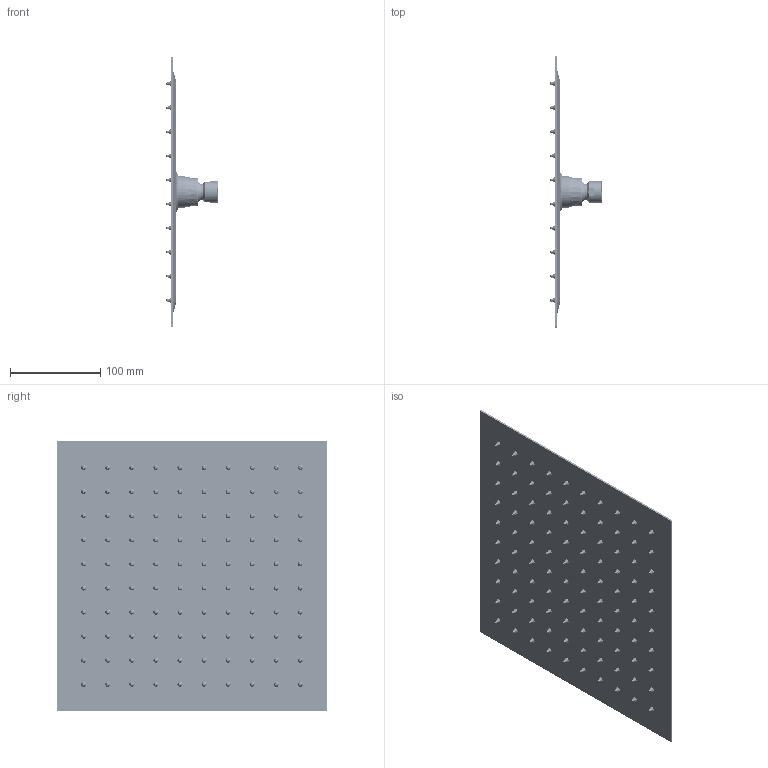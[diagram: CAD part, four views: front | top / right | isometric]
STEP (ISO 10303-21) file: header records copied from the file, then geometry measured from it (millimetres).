
FILE_DESCRIPTION((''),'2;1');
FILE_NAME('4072057CRB_ASM','2021-05-05T11:13:07',('ut3'),('PAFFONI SpA'),'CREO PARAMETRIC BY PTC INC, 2020044','CREO PARAMETRIC BY PTC INC, 2020044','');
FILE_SCHEMA(('CONFIG_CONTROL_DESIGN','SHAPE_APPEARANCE_LAYERS_GROUPS'));
Products named in the file (14): 4072057CRX-B_SCOCCA_1; 4072057CRX-B_SCOCCA_2; 4072057CRX-B_SCOCCA_ASM; 4072057CRX-B_SCOCCA_3; 4072057CRX-B_RACCORDO_1; 4072057CRX-B_RACCORDO_2; 4072057CRX-B_RACCORDO_3; 4072057CRX-B_O-RING_1; 4072057CRX-B_RACCORDO_4; 4072057CRX-B_O-RING_2; 4072057CRX-B_RACCORDO_5; 4072057CRX-B_RACCORDO_6; 4072057CRX-B_RACCORDO_ASM; 4072057CRB_ASM
Assembly tree (13 placements, depth 3):
  4072057CRB_ASM
    4072057CRX-B_SCOCCA_ASM
      4072057CRX-B_SCOCCA_1
      4072057CRX-B_SCOCCA_2
    4072057CRX-B_SCOCCA_3
    4072057CRX-B_RACCORDO_ASM
      4072057CRX-B_RACCORDO_1
      4072057CRX-B_RACCORDO_2
      4072057CRX-B_RACCORDO_3
      4072057CRX-B_O-RING_1
      4072057CRX-B_RACCORDO_4
      4072057CRX-B_O-RING_2
      4072057CRX-B_RACCORDO_5
      4072057CRX-B_RACCORDO_6
Bounding box: 56.5 x 300 x 300 mm (x, y, z)
Volume: 227932.6 mm3; surface area: 540118.5 mm2
Topology: 10 solids, 11 shells, 3252 faces, 8439 edges, 5520 vertices
Faces by surface type: torus 1240, cylinder 980, cone 439, plane 426, bspline 161, sphere 4, extrusion 2
Entity records: 148912 total; most frequent: CARTESIAN_POINT 38665, DIRECTION 20305, ORIENTED_EDGE 16866, AXIS2_PLACEMENT_3D 9306, EDGE_CURVE 8435, PRESENTATION_STYLE_ASSIGNMENT 8289, STYLED_ITEM 8289, CURVE_STYLE 8268
